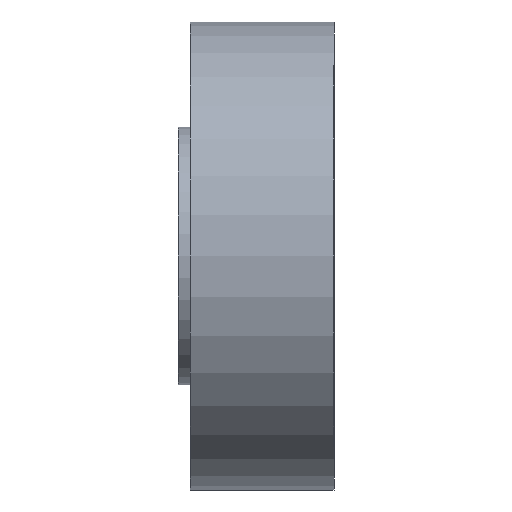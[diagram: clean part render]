
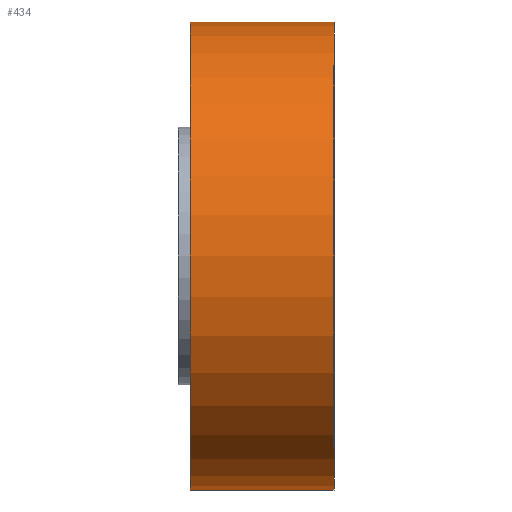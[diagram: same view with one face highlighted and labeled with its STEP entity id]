
A CAD part, left-side view. The second image highlights one B-rep face of the part: STEP entity #434.
In plain terms, the highlighted cylindrical face has radius 19.05 mm (diameter 38.1 mm), a partial arc.
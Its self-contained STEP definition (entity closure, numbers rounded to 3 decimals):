
#15 = CARTESIAN_POINT ( 'NONE',  ( 0., 0., -19.05 ) ) ;
#44 = CARTESIAN_POINT ( 'NONE',  ( 0., 11.7, 19.05 ) ) ;
#45 = ORIENTED_EDGE ( 'NONE', *, *, #72, .F. ) ;
#59 = CARTESIAN_POINT ( 'NONE',  ( 0., 11.7, -19.05 ) ) ;
#68 = LINE ( 'NONE', #435, #659 ) ;
#72 = EDGE_CURVE ( 'NONE', #241, #427, #757, .T. ) ;
#101 = ORIENTED_EDGE ( 'NONE', *, *, #706, .T. ) ;
#107 = CARTESIAN_POINT ( 'NONE',  ( 0., 0., 19.05 ) ) ;
#114 = ORIENTED_EDGE ( 'NONE', *, *, #196, .F. ) ;
#120 = VERTEX_POINT ( 'NONE', #107 ) ;
#142 = DIRECTION ( 'NONE',  ( 0., 0., 1. ) ) ;
#172 = CARTESIAN_POINT ( 'NONE',  ( 0., 11.7, 0. ) ) ;
#196 = EDGE_CURVE ( 'NONE', #427, #120, #604, .T. ) ;
#208 = VECTOR ( 'NONE', #289, 1000. ) ;
#241 = VERTEX_POINT ( 'NONE', #59 ) ;
#252 = EDGE_LOOP ( 'NONE', ( #114, #45, #763, #101 ) ) ;
#260 = EDGE_CURVE ( 'NONE', #241, #773, #68, .T. ) ;
#280 = CIRCLE ( 'NONE', #719, 19.05 ) ;
#289 = DIRECTION ( 'NONE',  ( 0., -1., 0. ) ) ;
#298 = DIRECTION ( 'NONE',  ( 0., 1., 0. ) ) ;
#354 = DIRECTION ( 'NONE',  ( 0., 0., 1. ) ) ;
#382 = AXIS2_PLACEMENT_3D ( 'NONE', #682, #507, #765 ) ;
#385 = DIRECTION ( 'NONE',  ( 0., 1., 0. ) ) ;
#396 = CARTESIAN_POINT ( 'NONE',  ( 0., 11.7, 19.05 ) ) ;
#427 = VERTEX_POINT ( 'NONE', #396 ) ;
#434 = ADVANCED_FACE ( 'NONE', ( #634 ), #745, .T. ) ;
#435 = CARTESIAN_POINT ( 'NONE',  ( 0., 11.7, -19.05 ) ) ;
#507 = DIRECTION ( 'NONE',  ( 0., -1., 0. ) ) ;
#558 = CARTESIAN_POINT ( 'NONE',  ( 0., 0., 0. ) ) ;
#589 = AXIS2_PLACEMENT_3D ( 'NONE', #172, #298, #354 ) ;
#604 = LINE ( 'NONE', #44, #208 ) ;
#634 = FACE_OUTER_BOUND ( 'NONE', #252, .T. ) ;
#659 = VECTOR ( 'NONE', #675, 1000. ) ;
#675 = DIRECTION ( 'NONE',  ( 0., -1., 0. ) ) ;
#682 = CARTESIAN_POINT ( 'NONE',  ( 0., 11.7, 0. ) ) ;
#706 = EDGE_CURVE ( 'NONE', #773, #120, #280, .T. ) ;
#719 = AXIS2_PLACEMENT_3D ( 'NONE', #558, #385, #142 ) ;
#745 = CYLINDRICAL_SURFACE ( 'NONE', #382, 19.05 ) ;
#757 = CIRCLE ( 'NONE', #589, 19.05 ) ;
#763 = ORIENTED_EDGE ( 'NONE', *, *, #260, .T. ) ;
#765 = DIRECTION ( 'NONE',  ( 0., 0., -1. ) ) ;
#773 = VERTEX_POINT ( 'NONE', #15 ) ;
